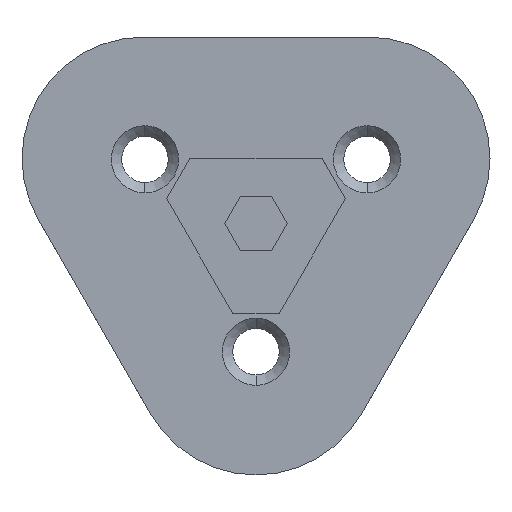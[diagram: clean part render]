
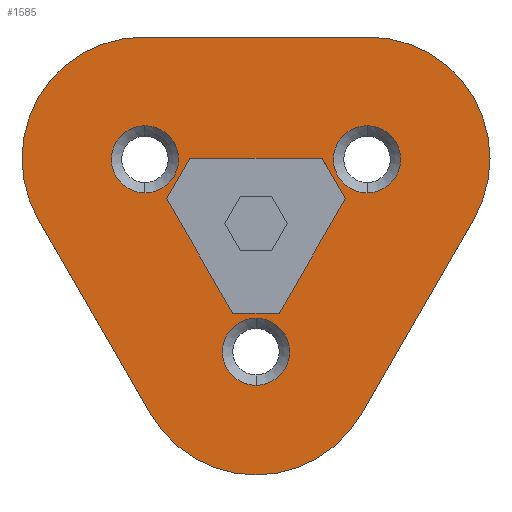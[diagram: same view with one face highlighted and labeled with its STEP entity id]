
A CAD part, front view. The second image highlights one B-rep face of the part: STEP entity #1585.
In plain terms, the highlighted planar face has unit normal (0, -1, 0).
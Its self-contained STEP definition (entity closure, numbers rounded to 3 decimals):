
#1=CARTESIAN_POINT('',(4.3,0.,2.483));
#2=DIRECTION('',(0.,1.,0.));
#3=DIRECTION('',(0.,0.,-1.));
#4=AXIS2_PLACEMENT_3D('',#1,#2,#3);
#6=CARTESIAN_POINT('',(4.3,0.,2.483));
#7=DIRECTION('',(0.,1.,0.));
#8=DIRECTION('',(0.,0.,1.));
#9=AXIS2_PLACEMENT_3D('',#6,#7,#8);
#11=CARTESIAN_POINT('',(0.,0.,-4.965));
#12=DIRECTION('',(0.,1.,0.));
#13=DIRECTION('',(0.,0.,-1.));
#14=AXIS2_PLACEMENT_3D('',#11,#12,#13);
#16=CARTESIAN_POINT('',(0.,0.,-4.965));
#17=DIRECTION('',(0.,1.,0.));
#18=DIRECTION('',(0.,0.,1.));
#19=AXIS2_PLACEMENT_3D('',#16,#17,#18);
#21=CARTESIAN_POINT('',(-4.3,0.,2.483));
#22=DIRECTION('',(0.,1.,0.));
#23=DIRECTION('',(0.,0.,-1.));
#24=AXIS2_PLACEMENT_3D('',#21,#22,#23);
#26=CARTESIAN_POINT('',(-4.3,0.,2.483));
#27=DIRECTION('',(0.,1.,0.));
#28=DIRECTION('',(0.,0.,1.));
#29=AXIS2_PLACEMENT_3D('',#26,#27,#28);
#31=DIRECTION('',(1.,0.,0.));
#32=VECTOR('',#31,1.8);
#33=CARTESIAN_POINT('',(-0.9,0.,-3.475));
#34=LINE('',#33,#32);
#35=DIRECTION('',(0.5,0.,0.866));
#36=VECTOR('',#35,5.119);
#37=CARTESIAN_POINT('',(0.9,0.,-3.475));
#38=LINE('',#37,#36);
#39=DIRECTION('',(-0.5,0.,0.866));
#40=VECTOR('',#39,1.8);
#41=CARTESIAN_POINT('',(3.459,0.,0.958));
#42=LINE('',#41,#40);
#43=DIRECTION('',(-1.,0.,0.));
#44=VECTOR('',#43,5.119);
#45=CARTESIAN_POINT('',(2.559,0.,2.517));
#46=LINE('',#45,#44);
#47=DIRECTION('',(-0.5,0.,-0.866));
#48=VECTOR('',#47,1.8);
#49=CARTESIAN_POINT('',(-2.559,0.,2.517));
#50=LINE('',#49,#48);
#51=DIRECTION('',(0.5,0.,-0.866));
#52=VECTOR('',#51,5.119);
#53=CARTESIAN_POINT('',(-3.459,0.,0.958));
#54=LINE('',#53,#52);
#55=CARTESIAN_POINT('',(0.,0.,-5.034));
#56=DIRECTION('',(0.,-1.,0.));
#57=DIRECTION('',(-0.866,0.,-0.5));
#58=AXIS2_PLACEMENT_3D('',#55,#56,#57);
#60=DIRECTION('',(-0.5,0.,0.866));
#61=VECTOR('',#60,8.719);
#62=CARTESIAN_POINT('',(-4.07,0.,-7.384));
#63=LINE('',#62,#61);
#64=CARTESIAN_POINT('',(-4.359,0.,2.517));
#65=DIRECTION('',(0.,-1.,0.));
#66=DIRECTION('',(0.,0.,1.));
#67=AXIS2_PLACEMENT_3D('',#64,#65,#66);
#69=DIRECTION('',(1.,0.,0.));
#70=VECTOR('',#69,8.719);
#71=CARTESIAN_POINT('',(-4.359,0.,7.217));
#72=LINE('',#71,#70);
#73=CARTESIAN_POINT('',(4.359,0.,2.517));
#74=DIRECTION('',(0.,-1.,0.));
#75=DIRECTION('',(0.866,0.,-0.5));
#76=AXIS2_PLACEMENT_3D('',#73,#74,#75);
#78=DIRECTION('',(-0.5,0.,-0.866));
#79=VECTOR('',#78,8.719);
#80=CARTESIAN_POINT('',(8.43,0.,0.167));
#81=LINE('',#80,#79);
#1351=CARTESIAN_POINT('',(4.3,0.,1.183));
#1352=CARTESIAN_POINT('',(4.3,0.,3.783));
#1353=VERTEX_POINT('',#1351);
#1354=VERTEX_POINT('',#1352);
#1359=CARTESIAN_POINT('',(0.,0.,-6.265));
#1360=CARTESIAN_POINT('',(0.,0.,-3.665));
#1361=VERTEX_POINT('',#1359);
#1362=VERTEX_POINT('',#1360);
#1367=CARTESIAN_POINT('',(-4.3,0.,1.183));
#1368=CARTESIAN_POINT('',(-4.3,0.,3.783));
#1369=VERTEX_POINT('',#1367);
#1370=VERTEX_POINT('',#1368);
#1450=CARTESIAN_POINT('',(-0.9,0.,-3.475));
#1451=CARTESIAN_POINT('',(0.9,0.,-3.475));
#1452=VERTEX_POINT('',#1450);
#1453=VERTEX_POINT('',#1451);
#1454=CARTESIAN_POINT('',(3.459,0.,0.958));
#1455=VERTEX_POINT('',#1454);
#1456=CARTESIAN_POINT('',(2.559,0.,2.517));
#1457=VERTEX_POINT('',#1456);
#1458=CARTESIAN_POINT('',(-2.559,0.,2.517));
#1459=VERTEX_POINT('',#1458);
#1460=CARTESIAN_POINT('',(-3.459,0.,0.958));
#1461=VERTEX_POINT('',#1460);
#1510=CARTESIAN_POINT('',(-4.07,0.,-7.384));
#1511=CARTESIAN_POINT('',(4.07,0.,-7.384));
#1512=VERTEX_POINT('',#1510);
#1513=VERTEX_POINT('',#1511);
#1518=CARTESIAN_POINT('',(-4.359,0.,7.217));
#1519=CARTESIAN_POINT('',(-8.43,0.,0.167));
#1520=VERTEX_POINT('',#1518);
#1521=VERTEX_POINT('',#1519);
#1526=CARTESIAN_POINT('',(8.43,0.,0.167));
#1527=CARTESIAN_POINT('',(4.359,0.,7.217));
#1528=VERTEX_POINT('',#1526);
#1529=VERTEX_POINT('',#1527);
#1534=CARTESIAN_POINT('',(0.,0.,0.));
#1535=DIRECTION('',(0.,1.,0.));
#1536=DIRECTION('',(1.,0.,0.));
#1537=AXIS2_PLACEMENT_3D('',#1534,#1535,#1536);
#1538=PLANE('',#1537);
#1540=ORIENTED_EDGE('',*,*,#1539,.F.);
#1542=ORIENTED_EDGE('',*,*,#1541,.T.);
#1544=ORIENTED_EDGE('',*,*,#1543,.F.);
#1546=ORIENTED_EDGE('',*,*,#1545,.T.);
#1548=ORIENTED_EDGE('',*,*,#1547,.F.);
#1550=ORIENTED_EDGE('',*,*,#1549,.T.);
#1551=EDGE_LOOP('',(#1540,#1542,#1544,#1546,#1548,#1550));
#1552=FACE_OUTER_BOUND('',#1551,.F.);
#1554=ORIENTED_EDGE('',*,*,#1553,.F.);
#1556=ORIENTED_EDGE('',*,*,#1555,.F.);
#1557=EDGE_LOOP('',(#1554,#1556));
#1558=FACE_BOUND('',#1557,.F.);
#1560=ORIENTED_EDGE('',*,*,#1559,.F.);
#1562=ORIENTED_EDGE('',*,*,#1561,.F.);
#1563=EDGE_LOOP('',(#1560,#1562));
#1564=FACE_BOUND('',#1563,.F.);
#1566=ORIENTED_EDGE('',*,*,#1565,.T.);
#1568=ORIENTED_EDGE('',*,*,#1567,.T.);
#1570=ORIENTED_EDGE('',*,*,#1569,.T.);
#1572=ORIENTED_EDGE('',*,*,#1571,.T.);
#1574=ORIENTED_EDGE('',*,*,#1573,.T.);
#1576=ORIENTED_EDGE('',*,*,#1575,.T.);
#1577=EDGE_LOOP('',(#1566,#1568,#1570,#1572,#1574,#1576));
#1578=FACE_BOUND('',#1577,.F.);
#1580=ORIENTED_EDGE('',*,*,#1579,.F.);
#1582=ORIENTED_EDGE('',*,*,#1581,.F.);
#1583=EDGE_LOOP('',(#1580,#1582));
#1584=FACE_BOUND('',#1583,.F.);
#1585=ADVANCED_FACE('',(#1552,#1558,#1564,#1578,#1584),#1538,.F.);
#5=CIRCLE('',#4,1.3);
#10=CIRCLE('',#9,1.3);
#15=CIRCLE('',#14,1.3);
#20=CIRCLE('',#19,1.3);
#25=CIRCLE('',#24,1.3);
#30=CIRCLE('',#29,1.3);
#59=CIRCLE('',#58,4.7);
#68=CIRCLE('',#67,4.7);
#77=CIRCLE('',#76,4.7);
#1539=EDGE_CURVE('',#1512,#1513,#59,.T.);
#1541=EDGE_CURVE('',#1512,#1521,#63,.T.);
#1543=EDGE_CURVE('',#1520,#1521,#68,.T.);
#1545=EDGE_CURVE('',#1520,#1529,#72,.T.);
#1547=EDGE_CURVE('',#1528,#1529,#77,.T.);
#1549=EDGE_CURVE('',#1528,#1513,#81,.T.);
#1553=EDGE_CURVE('',#1361,#1362,#15,.T.);
#1555=EDGE_CURVE('',#1362,#1361,#20,.T.);
#1559=EDGE_CURVE('',#1369,#1370,#25,.T.);
#1561=EDGE_CURVE('',#1370,#1369,#30,.T.);
#1565=EDGE_CURVE('',#1452,#1453,#34,.T.);
#1567=EDGE_CURVE('',#1453,#1455,#38,.T.);
#1569=EDGE_CURVE('',#1455,#1457,#42,.T.);
#1571=EDGE_CURVE('',#1457,#1459,#46,.T.);
#1573=EDGE_CURVE('',#1459,#1461,#50,.T.);
#1575=EDGE_CURVE('',#1461,#1452,#54,.T.);
#1579=EDGE_CURVE('',#1353,#1354,#5,.T.);
#1581=EDGE_CURVE('',#1354,#1353,#10,.T.);
